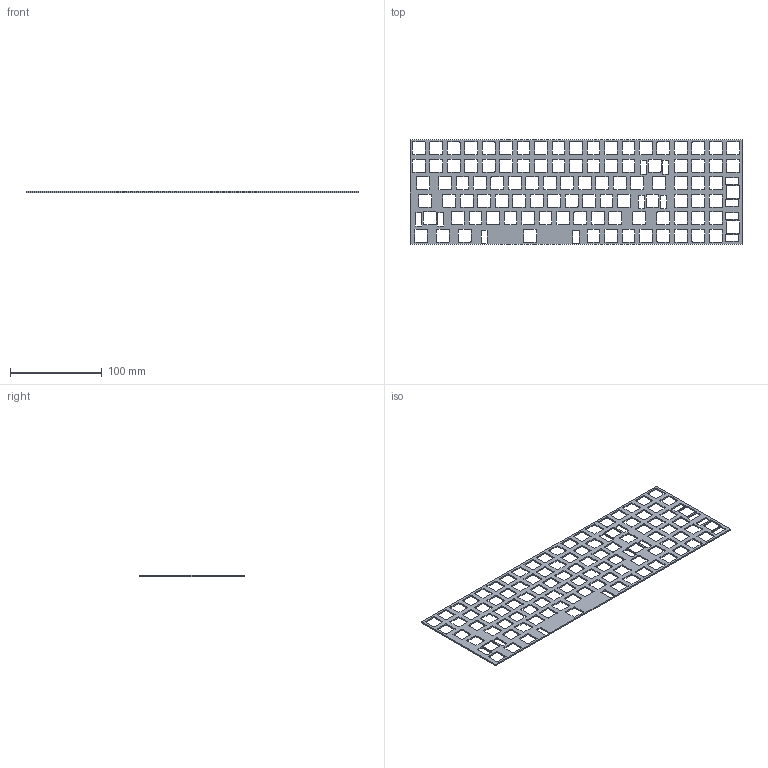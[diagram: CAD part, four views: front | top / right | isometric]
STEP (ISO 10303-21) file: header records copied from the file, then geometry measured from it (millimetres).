
FILE_DESCRIPTION(/* description */ ('','CAx-IF Rec.Pracs.---Representation and Presentation of Product Manufacturing Information (PMI)---4.0---2014-10-13'),/* implementation_level */ '2;1');
FILE_NAME(/* name */ 'plate-raw v2.step',/* time_stamp */ '2025-05-31T12:01:52+12:00',/* author */ (''),/* organization */ (''),/* preprocessor_version */ 'ST-DEVELOPER v20',/* originating_system */ 'Autodesk Translation Framework v13.20.0.188',/* authorisation */ '');
FILE_SCHEMA (('AP242_MANAGED_MODEL_BASED_3D_ENGINEERING_MIM_LF { 1 0 10303 442 1 1 4 }'));
Length unit declared in the file: millimetre
Products named in the file (1): plate-raw
Bounding box: 361.95 x 114.3 x 1.5 mm (x, y, z)
Volume: 30802.4 mm3; surface area: 51546.4 mm2
Topology: 1 solids, 1 shells, 902 faces, 2700 edges, 1800 vertices
Faces by surface type: plane 454, cylinder 448
Entity records: 31101 total; most frequent: CARTESIAN_POINT 5403, DIRECTION 5402, ORIENTED_EDGE 5400, EDGE_CURVE 2700, LINE 1804, VECTOR 1804, VERTEX_POINT 1800, AXIS2_PLACEMENT_3D 1799
